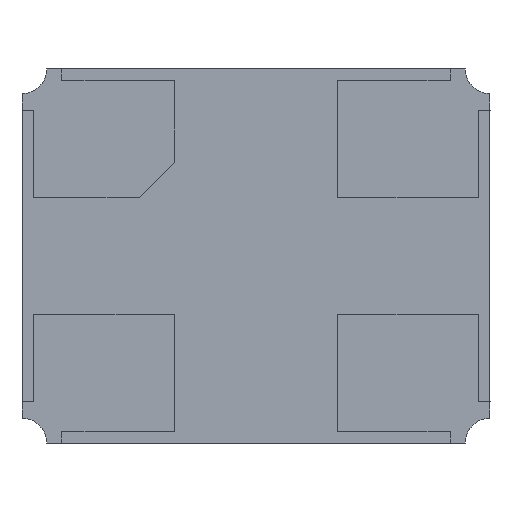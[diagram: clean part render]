
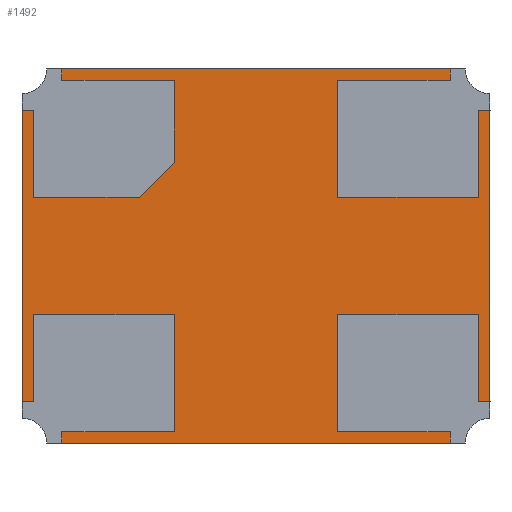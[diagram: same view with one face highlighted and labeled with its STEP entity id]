
A CAD part, front view. The second image highlights one B-rep face of the part: STEP entity #1492.
In plain terms, the highlighted planar face has unit normal (0, -1, 0).
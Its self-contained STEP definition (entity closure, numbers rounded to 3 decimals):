
#791=VERTEX_POINT('NONE',#792);
#792=CARTESIAN_POINT('',(-1.,0.0,-0.623));
#820=EDGE_CURVE('NONE',#821,#823,#825,.F.);
#821=VERTEX_POINT('NONE',#822);
#822=CARTESIAN_POINT('',(-0.889,0.0,-0.8));
#823=VERTEX_POINT('NONE',#824);
#824=CARTESIAN_POINT('',(-0.829,0.0,-0.8));
#825=LINE('',#826,#827);
#826=CARTESIAN_POINT('',(-0.889,0.0,-0.8));
#827=VECTOR('',#828,1.0);
#828=DIRECTION('',(-1.,0.0,0.));
#860=EDGE_CURVE('NONE',#823,#861,#863,.F.);
#861=VERTEX_POINT('NONE',#862);
#862=CARTESIAN_POINT('',(-0.829,0.0,-0.75));
#863=LINE('',#864,#865);
#864=CARTESIAN_POINT('',(-0.829,0.0,-0.8));
#865=VECTOR('',#866,1.0);
#866=DIRECTION('',(0.0,0.0,-1.0));
#891=EDGE_CURVE('NONE',#861,#892,#894,.F.);
#892=VERTEX_POINT('NONE',#893);
#893=CARTESIAN_POINT('',(-0.349,0.0,-0.75));
#894=LINE('',#895,#896);
#895=CARTESIAN_POINT('',(-0.829,0.0,-0.75));
#896=VECTOR('',#897,1.0);
#897=DIRECTION('',(-1.,0.0,0.));
#922=EDGE_CURVE('NONE',#892,#923,#925,.F.);
#923=VERTEX_POINT('NONE',#924);
#924=CARTESIAN_POINT('',(-0.349,0.0,-0.25));
#925=LINE('',#926,#927);
#926=CARTESIAN_POINT('',(-0.349,0.0,-0.75));
#927=VECTOR('',#928,1.0);
#928=DIRECTION('',(0.,0.0,-1.));
#953=EDGE_CURVE('NONE',#923,#954,#956,.F.);
#954=VERTEX_POINT('NONE',#955);
#955=CARTESIAN_POINT('',(-0.95,0.0,-0.25));
#956=LINE('',#957,#958);
#957=CARTESIAN_POINT('',(-0.349,0.0,-0.25));
#958=VECTOR('',#959,1.0);
#959=DIRECTION('',(1.,0.0,0.));
#984=EDGE_CURVE('NONE',#954,#985,#987,.F.);
#985=VERTEX_POINT('NONE',#986);
#986=CARTESIAN_POINT('',(-0.95,0.0,-0.623));
#987=LINE('',#988,#989);
#988=CARTESIAN_POINT('',(-0.95,0.0,-0.25));
#989=VECTOR('',#990,1.0);
#990=DIRECTION('',(0.,0.0,1.));
#1031=EDGE_CURVE('NONE',#985,#791,#1032,.T.);
#1032=LINE('',#1033,#1034);
#1033=CARTESIAN_POINT('',(-0.95,0.0,-0.623));
#1034=VECTOR('',#1035,1.0);
#1035=DIRECTION('',(-1.,0.0,0.));
#1241=EDGE_CURVE('NONE',#791,#1242,#1244,.T.);
#1242=VERTEX_POINT('NONE',#1243);
#1243=CARTESIAN_POINT('',(-1.,0.0,0.623));
#1244=LINE('',#1245,#1246);
#1245=CARTESIAN_POINT('',(-1.,0.0,-0.688));
#1246=VECTOR('',#1247,1.0);
#1247=DIRECTION('',(0.,0.0,1.0));
#1313=EDGE_CURVE('NONE',#1314,#1316,#1318,.T.);
#1314=VERTEX_POINT('NONE',#1315);
#1315=CARTESIAN_POINT('',(-0.889,0.0,0.8));
#1316=VERTEX_POINT('NONE',#1317);
#1317=CARTESIAN_POINT('',(0.889,0.0,0.8));
#1318=LINE('',#1319,#1320);
#1319=CARTESIAN_POINT('',(-0.889,0.0,0.8));
#1320=VECTOR('',#1321,1.0);
#1321=DIRECTION('',(1.0,0.0,0.));
#1354=VERTEX_POINT('NONE',#1355);
#1355=CARTESIAN_POINT('',(1.,0.0,0.623));
#1361=EDGE_CURVE('NONE',#1354,#1362,#1364,.T.);
#1362=VERTEX_POINT('NONE',#1363);
#1363=CARTESIAN_POINT('',(1.,0.0,-0.623));
#1364=LINE('',#1365,#1366);
#1365=CARTESIAN_POINT('',(1.,0.0,0.688));
#1366=VECTOR('',#1367,1.0);
#1367=DIRECTION('',(0.,0.0,-1.0));
#1447=EDGE_CURVE('NONE',#1448,#821,#1450,.T.);
#1448=VERTEX_POINT('NONE',#1449);
#1449=CARTESIAN_POINT('',(0.889,0.0,-0.8));
#1450=LINE('',#1451,#1452);
#1451=CARTESIAN_POINT('',(-0.889,0.0,-0.8));
#1452=VECTOR('',#1453,1.0);
#1453=DIRECTION('',(-1.0,0.0,0.));
#1492=ADVANCED_FACE('NONE',(#1493),#1676,.F.);
#1493=FACE_BOUND('NONE',#1494,.T.);
#1494=EDGE_LOOP('',(#1495,#1505,#1511,#1512,#1513,#1514,#1515,#1516,#1517,#1518,#1519,#1520,#1528,#1536,#1544,#1552,#1560,#1568,#1574,#1575,#1583,#1591,#1599,#1607,#1615,#1623,#1629,#1630,#1638,#1646,#1654,#1662,#1670));
#1495=ORIENTED_EDGE('',*,*,#1496,.T.);
#1496=EDGE_CURVE('NONE',#1497,#1499,#1501,.T.);
#1497=VERTEX_POINT('NONE',#1498);
#1498=CARTESIAN_POINT('',(-0.95,0.0,0.25));
#1499=VERTEX_POINT('NONE',#1500);
#1500=CARTESIAN_POINT('',(-0.95,0.0,0.623));
#1501=LINE('',#1502,#1503);
#1502=CARTESIAN_POINT('',(-0.95,0.0,0.25));
#1503=VECTOR('',#1504,1.0);
#1504=DIRECTION('',(0.,0.0,1.));
#1505=ORIENTED_EDGE('',*,*,#1506,.T.);
#1506=EDGE_CURVE('NONE',#1499,#1242,#1507,.T.);
#1507=LINE('',#1508,#1509);
#1508=CARTESIAN_POINT('',(-0.95,0.0,0.623));
#1509=VECTOR('',#1510,1.0);
#1510=DIRECTION('',(-1.,0.0,0.));
#1511=ORIENTED_EDGE('',*,*,#1241,.F.);
#1512=ORIENTED_EDGE('',*,*,#1031,.F.);
#1513=ORIENTED_EDGE('',*,*,#984,.F.);
#1514=ORIENTED_EDGE('',*,*,#953,.F.);
#1515=ORIENTED_EDGE('',*,*,#922,.F.);
#1516=ORIENTED_EDGE('',*,*,#891,.F.);
#1517=ORIENTED_EDGE('',*,*,#860,.F.);
#1518=ORIENTED_EDGE('',*,*,#820,.F.);
#1519=ORIENTED_EDGE('',*,*,#1447,.F.);
#1520=ORIENTED_EDGE('',*,*,#1521,.T.);
#1521=EDGE_CURVE('NONE',#1448,#1522,#1524,.T.);
#1522=VERTEX_POINT('NONE',#1523);
#1523=CARTESIAN_POINT('',(0.829,0.0,-0.8));
#1524=LINE('',#1525,#1526);
#1525=CARTESIAN_POINT('',(0.889,0.0,-0.8));
#1526=VECTOR('',#1527,1.0);
#1527=DIRECTION('',(-1.,0.0,0.));
#1528=ORIENTED_EDGE('',*,*,#1529,.T.);
#1529=EDGE_CURVE('NONE',#1522,#1530,#1532,.T.);
#1530=VERTEX_POINT('NONE',#1531);
#1531=CARTESIAN_POINT('',(0.829,0.0,-0.75));
#1532=LINE('',#1533,#1534);
#1533=CARTESIAN_POINT('',(0.829,0.0,-0.8));
#1534=VECTOR('',#1535,1.0);
#1535=DIRECTION('',(0.0,0.0,1.0));
#1536=ORIENTED_EDGE('',*,*,#1537,.T.);
#1537=EDGE_CURVE('NONE',#1530,#1538,#1540,.T.);
#1538=VERTEX_POINT('NONE',#1539);
#1539=CARTESIAN_POINT('',(0.349,0.0,-0.75));
#1540=LINE('',#1541,#1542);
#1541=CARTESIAN_POINT('',(0.829,0.0,-0.75));
#1542=VECTOR('',#1543,1.0);
#1543=DIRECTION('',(-1.,0.0,0.));
#1544=ORIENTED_EDGE('',*,*,#1545,.T.);
#1545=EDGE_CURVE('NONE',#1538,#1546,#1548,.T.);
#1546=VERTEX_POINT('NONE',#1547);
#1547=CARTESIAN_POINT('',(0.349,0.0,-0.25));
#1548=LINE('',#1549,#1550);
#1549=CARTESIAN_POINT('',(0.349,0.0,-0.75));
#1550=VECTOR('',#1551,1.0);
#1551=DIRECTION('',(0.,0.0,1.));
#1552=ORIENTED_EDGE('',*,*,#1553,.T.);
#1553=EDGE_CURVE('NONE',#1546,#1554,#1556,.T.);
#1554=VERTEX_POINT('NONE',#1555);
#1555=CARTESIAN_POINT('',(0.95,0.0,-0.25));
#1556=LINE('',#1557,#1558);
#1557=CARTESIAN_POINT('',(0.349,0.0,-0.25));
#1558=VECTOR('',#1559,1.0);
#1559=DIRECTION('',(1.,0.0,0.));
#1560=ORIENTED_EDGE('',*,*,#1561,.T.);
#1561=EDGE_CURVE('NONE',#1554,#1562,#1564,.T.);
#1562=VERTEX_POINT('NONE',#1563);
#1563=CARTESIAN_POINT('',(0.95,0.0,-0.623));
#1564=LINE('',#1565,#1566);
#1565=CARTESIAN_POINT('',(0.95,0.0,-0.25));
#1566=VECTOR('',#1567,1.0);
#1567=DIRECTION('',(0.,0.0,-1.));
#1568=ORIENTED_EDGE('',*,*,#1569,.T.);
#1569=EDGE_CURVE('NONE',#1562,#1362,#1570,.T.);
#1570=LINE('',#1571,#1572);
#1571=CARTESIAN_POINT('',(0.95,0.0,-0.623));
#1572=VECTOR('',#1573,1.0);
#1573=DIRECTION('',(1.,0.0,0.));
#1574=ORIENTED_EDGE('',*,*,#1361,.F.);
#1575=ORIENTED_EDGE('',*,*,#1576,.T.);
#1576=EDGE_CURVE('NONE',#1354,#1577,#1579,.T.);
#1577=VERTEX_POINT('NONE',#1578);
#1578=CARTESIAN_POINT('',(0.95,0.0,0.623));
#1579=LINE('',#1580,#1581);
#1580=CARTESIAN_POINT('',(-1.,0.0,0.623));
#1581=VECTOR('',#1582,1.0);
#1582=DIRECTION('',(-1.,0.0,0.));
#1583=ORIENTED_EDGE('',*,*,#1584,.T.);
#1584=EDGE_CURVE('NONE',#1577,#1585,#1587,.T.);
#1585=VERTEX_POINT('NONE',#1586);
#1586=CARTESIAN_POINT('',(0.95,0.0,0.25));
#1587=LINE('',#1588,#1589);
#1588=CARTESIAN_POINT('',(0.95,0.0,0.25));
#1589=VECTOR('',#1590,1.0);
#1590=DIRECTION('',(0.,0.0,-1.));
#1591=ORIENTED_EDGE('',*,*,#1592,.T.);
#1592=EDGE_CURVE('NONE',#1585,#1593,#1595,.T.);
#1593=VERTEX_POINT('NONE',#1594);
#1594=CARTESIAN_POINT('',(0.349,0.0,0.25));
#1595=LINE('',#1596,#1597);
#1596=CARTESIAN_POINT('',(0.349,0.0,0.25));
#1597=VECTOR('',#1598,1.0);
#1598=DIRECTION('',(-1.,0.0,0.));
#1599=ORIENTED_EDGE('',*,*,#1600,.T.);
#1600=EDGE_CURVE('NONE',#1593,#1601,#1603,.T.);
#1601=VERTEX_POINT('NONE',#1602);
#1602=CARTESIAN_POINT('',(0.349,0.0,0.75));
#1603=LINE('',#1604,#1605);
#1604=CARTESIAN_POINT('',(0.349,0.0,0.75));
#1605=VECTOR('',#1606,1.0);
#1606=DIRECTION('',(0.,0.0,1.));
#1607=ORIENTED_EDGE('',*,*,#1608,.T.);
#1608=EDGE_CURVE('NONE',#1601,#1609,#1611,.T.);
#1609=VERTEX_POINT('NONE',#1610);
#1610=CARTESIAN_POINT('',(0.829,0.0,0.75));
#1611=LINE('',#1612,#1613);
#1612=CARTESIAN_POINT('',(0.829,0.0,0.75));
#1613=VECTOR('',#1614,1.0);
#1614=DIRECTION('',(1.,0.0,0.));
#1615=ORIENTED_EDGE('',*,*,#1616,.T.);
#1616=EDGE_CURVE('NONE',#1609,#1617,#1619,.T.);
#1617=VERTEX_POINT('NONE',#1618);
#1618=CARTESIAN_POINT('',(0.829,0.0,0.8));
#1619=LINE('',#1620,#1621);
#1620=CARTESIAN_POINT('',(0.829,0.0,0.8));
#1621=VECTOR('',#1622,1.0);
#1622=DIRECTION('',(0.0,0.0,1.0));
#1623=ORIENTED_EDGE('',*,*,#1624,.T.);
#1624=EDGE_CURVE('NONE',#1617,#1316,#1625,.T.);
#1625=LINE('',#1626,#1627);
#1626=CARTESIAN_POINT('',(0.889,0.0,0.8));
#1627=VECTOR('',#1628,1.0);
#1628=DIRECTION('',(1.,0.0,0.));
#1629=ORIENTED_EDGE('',*,*,#1313,.F.);
#1630=ORIENTED_EDGE('',*,*,#1631,.T.);
#1631=EDGE_CURVE('NONE',#1314,#1632,#1634,.T.);
#1632=VERTEX_POINT('NONE',#1633);
#1633=CARTESIAN_POINT('',(-0.829,0.0,0.8));
#1634=LINE('',#1635,#1636);
#1635=CARTESIAN_POINT('',(-0.889,0.0,0.8));
#1636=VECTOR('',#1637,1.0);
#1637=DIRECTION('',(1.,0.0,0.));
#1638=ORIENTED_EDGE('',*,*,#1639,.T.);
#1639=EDGE_CURVE('NONE',#1632,#1640,#1642,.T.);
#1640=VERTEX_POINT('NONE',#1641);
#1641=CARTESIAN_POINT('',(-0.829,0.0,0.75));
#1642=LINE('',#1643,#1644);
#1643=CARTESIAN_POINT('',(-0.829,0.0,0.8));
#1644=VECTOR('',#1645,1.0);
#1645=DIRECTION('',(0.0,0.0,-1.0));
#1646=ORIENTED_EDGE('',*,*,#1647,.T.);
#1647=EDGE_CURVE('NONE',#1640,#1648,#1650,.T.);
#1648=VERTEX_POINT('NONE',#1649);
#1649=CARTESIAN_POINT('',(-0.349,0.0,0.75));
#1650=LINE('',#1651,#1652);
#1651=CARTESIAN_POINT('',(-0.829,0.0,0.75));
#1652=VECTOR('',#1653,1.0);
#1653=DIRECTION('',(1.,0.0,0.));
#1654=ORIENTED_EDGE('',*,*,#1655,.T.);
#1655=EDGE_CURVE('NONE',#1648,#1656,#1658,.T.);
#1656=VERTEX_POINT('NONE',#1657);
#1657=CARTESIAN_POINT('',(-0.349,0.0,0.4));
#1658=LINE('',#1659,#1660);
#1659=CARTESIAN_POINT('',(-0.349,0.0,0.75));
#1660=VECTOR('',#1661,1.0);
#1661=DIRECTION('',(0.,0.0,-1.));
#1662=ORIENTED_EDGE('',*,*,#1663,.T.);
#1663=EDGE_CURVE('NONE',#1656,#1664,#1666,.T.);
#1664=VERTEX_POINT('NONE',#1665);
#1665=CARTESIAN_POINT('',(-0.499,0.0,0.25));
#1666=LINE('',#1667,#1668);
#1667=CARTESIAN_POINT('',(-0.349,0.0,0.4));
#1668=VECTOR('',#1669,1.0);
#1669=DIRECTION('',(-0.707,0.0,-0.707));
#1670=ORIENTED_EDGE('',*,*,#1671,.T.);
#1671=EDGE_CURVE('NONE',#1664,#1497,#1672,.T.);
#1672=LINE('',#1673,#1674);
#1673=CARTESIAN_POINT('',(-0.499,0.0,0.25));
#1674=VECTOR('',#1675,1.0);
#1675=DIRECTION('',(-1.,0.0,0.));
#1676=PLANE('',#1677);
#1677=AXIS2_PLACEMENT_3D('',#1678,#1679,#1680);
#1678=CARTESIAN_POINT('',(-0.999,0.0,-0.798));
#1679=DIRECTION('',(0.0,1.0,0.0));
#1680=DIRECTION('',(0.0,0.0,1.0));
